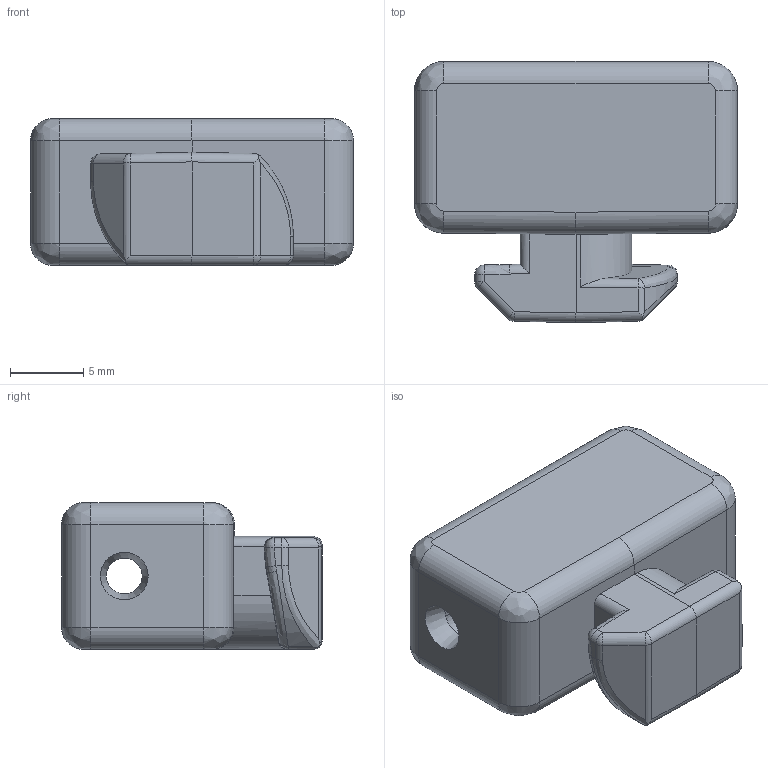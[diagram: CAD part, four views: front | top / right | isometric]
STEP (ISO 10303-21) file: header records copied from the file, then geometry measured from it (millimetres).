
FILE_DESCRIPTION(/* description */ ('PANEL BRACKET 30-8'),/* implementation_level */ '2;1');
FILE_NAME(/* name */ 'cover-clip.stp',/* time_stamp */ '2023-12-19T13:21:28+01:00',/* author */ ('Dominik Tebich'),/* organization */ (''),/* preprocessor_version */ 'ST-DEVELOPER v19.2',/* originating_system */ 'Autodesk Inventor 2023',/* authorisation */ '');
FILE_SCHEMA (('AUTOMOTIVE_DESIGN { 1 0 10303 214 3 1 1 }'));
Length unit declared in the file: millimetre
Products named in the file (1): cover-clip
Bounding box: 22 x 17.77 x 10 mm (x, y, z)
Volume: 2825.7 mm3; surface area: 1465.6 mm2
Topology: 1 solids, 1 shells, 95 faces, 221 edges, 130 vertices
Faces by surface type: cylinder 41, plane 25, bspline 17, sphere 8, cone 4
Entity records: 3038 total; most frequent: CARTESIAN_POINT 839, DIRECTION 466, ORIENTED_EDGE 442, EDGE_CURVE 221, AXIS2_PLACEMENT_3D 181, VERTEX_POINT 129, LINE 104, VECTOR 104
